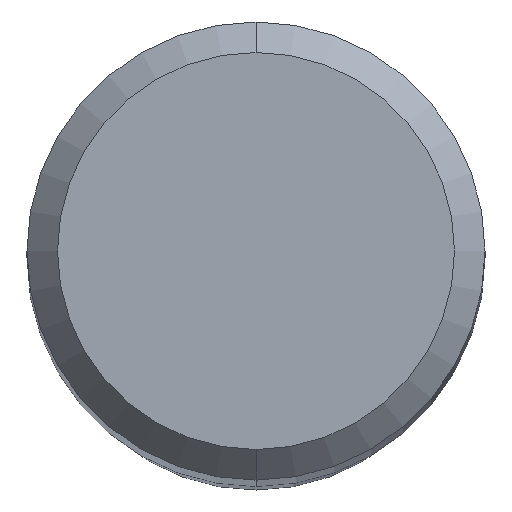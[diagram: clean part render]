
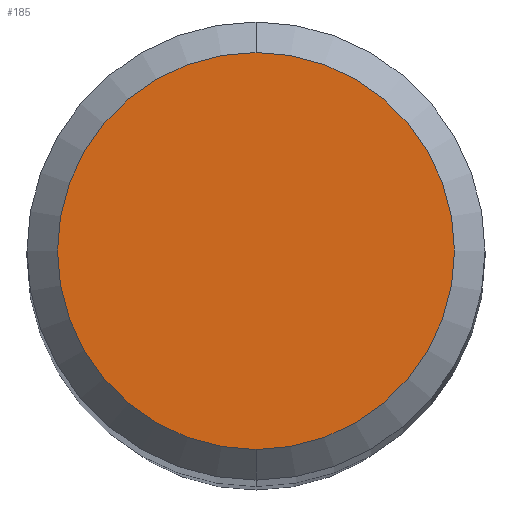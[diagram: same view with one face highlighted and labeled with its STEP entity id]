
A CAD part, top view. The second image highlights one B-rep face of the part: STEP entity #185.
In plain terms, the highlighted planar face has unit normal (0, 0, 1).
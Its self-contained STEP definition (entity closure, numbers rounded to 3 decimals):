
#105=EDGE_CURVE('',#183,#145,#258,.T.);
#145=VERTEX_POINT('',#300);
#183=VERTEX_POINT('',#343);
#185=ADVANCED_FACE('',(#345),#346,.T.);
#221=EDGE_CURVE('',#145,#183,#388,.T.);
#258=CIRCLE('',#419,2.6);
#300=CARTESIAN_POINT('',(0.0,2.6,0.0));
#343=CARTESIAN_POINT('',(0.,-2.6,0.0));
#345=FACE_OUTER_BOUND('',#536,.T.);
#346=PLANE('',#537);
#388=CIRCLE('',#589,2.6);
#419=AXIS2_PLACEMENT_3D('',#617,#618,#619);
#536=EDGE_LOOP('',(#708,#709));
#537=AXIS2_PLACEMENT_3D('',#710,#711,#712);
#589=AXIS2_PLACEMENT_3D('',#775,#776,#777);
#617=CARTESIAN_POINT('',(0.0,0.0,0.0));
#618=DIRECTION('',(0.0,0.0,-1.0));
#619=DIRECTION('',(0.0,1.0,0.0));
#708=ORIENTED_EDGE('',*,*,#221,.F.);
#709=ORIENTED_EDGE('',*,*,#105,.F.);
#710=CARTESIAN_POINT('',(0.0,1.3,0.0));
#711=DIRECTION('',(-0.0,0.0,1.0));
#712=DIRECTION('',(0.0,-1.0,0.0));
#775=CARTESIAN_POINT('',(0.0,0.0,0.0));
#776=DIRECTION('',(0.0,0.0,-1.0));
#777=DIRECTION('',(0.0,1.0,0.0));
